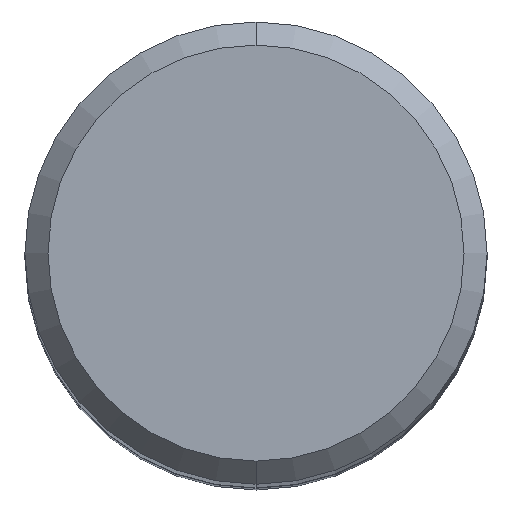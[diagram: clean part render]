
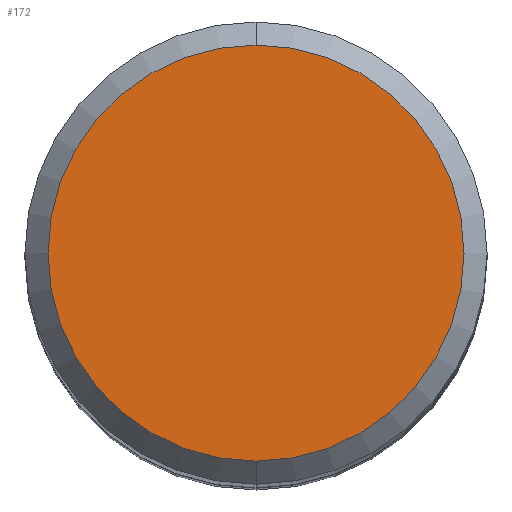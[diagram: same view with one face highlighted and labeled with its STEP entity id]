
A CAD part, top view. The second image highlights one B-rep face of the part: STEP entity #172.
In plain terms, the highlighted planar face has unit normal (0, 0, 1).
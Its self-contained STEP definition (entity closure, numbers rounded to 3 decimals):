
#172=ADVANCED_FACE('',(#368),#369,.T.);
#174=EDGE_CURVE('',#234,#198,#371,.T.);
#198=VERTEX_POINT('',#403);
#212=EDGE_CURVE('',#198,#234,#419,.T.);
#234=VERTEX_POINT('',#441);
#368=FACE_OUTER_BOUND('',#591,.T.);
#369=PLANE('',#592);
#371=CIRCLE('',#595,4.5);
#403=CARTESIAN_POINT('',(0.,-4.5,0.0));
#419=CIRCLE('',#652,4.5);
#441=CARTESIAN_POINT('',(0.0,4.5,0.0));
#591=EDGE_LOOP('',(#839,#840));
#592=AXIS2_PLACEMENT_3D('',#841,#842,#843);
#595=AXIS2_PLACEMENT_3D('',#844,#845,#846);
#652=AXIS2_PLACEMENT_3D('',#915,#916,#917);
#839=ORIENTED_EDGE('',*,*,#174,.F.);
#840=ORIENTED_EDGE('',*,*,#212,.F.);
#841=CARTESIAN_POINT('',(0.0,2.25,0.0));
#842=DIRECTION('',(-0.0,0.0,1.0));
#843=DIRECTION('',(0.0,-1.0,0.0));
#844=CARTESIAN_POINT('',(0.0,0.0,0.0));
#845=DIRECTION('',(0.0,0.0,-1.0));
#846=DIRECTION('',(0.0,1.0,0.0));
#915=CARTESIAN_POINT('',(0.0,0.0,0.0));
#916=DIRECTION('',(0.0,0.0,-1.0));
#917=DIRECTION('',(0.0,1.0,0.0));
